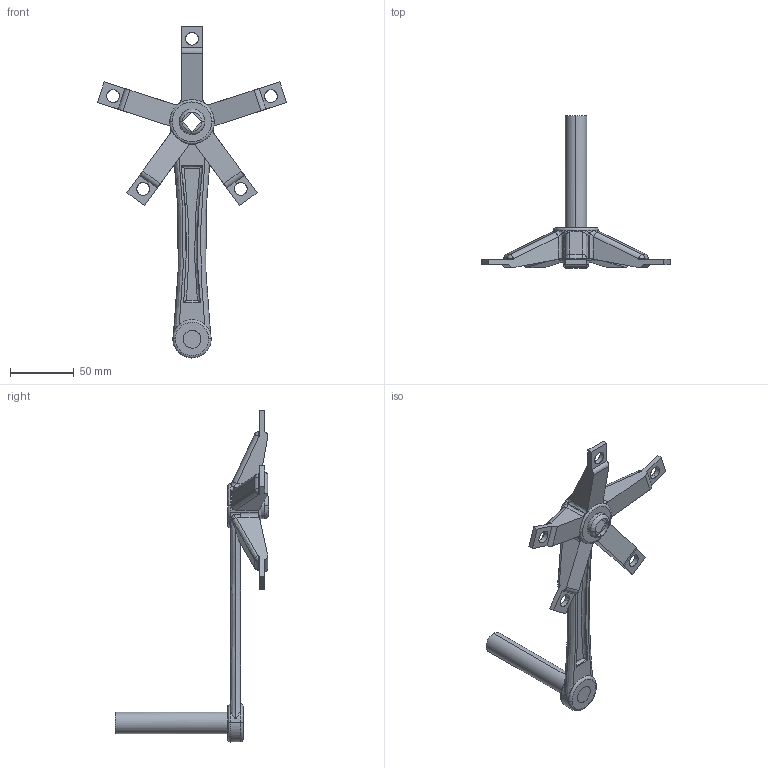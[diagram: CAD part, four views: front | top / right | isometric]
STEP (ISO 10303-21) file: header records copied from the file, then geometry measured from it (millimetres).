
FILE_DESCRIPTION (( 'STEP AP203' ), '1' );
FILE_NAME ('pedalcrank.STEP', '2024-06-03T21:07:27', ( '' ), ( '' ), 'SwSTEP 2.0', 'SolidWorks 2023', '' );
FILE_SCHEMA (( 'CONFIG_CONTROL_DESIGN' ));
Length unit declared in the file: millimetre
Products named in the file (1): pedalcrank
Bounding box: 147.91 x 119.94 x 259.99 mm (x, y, z)
Volume: 127758.9 mm3; surface area: 37043.4 mm2
Topology: 1 solids, 1 shells, 199 faces, 518 edges, 325 vertices
Faces by surface type: bspline 195, cylinder 2, plane 2
Entity records: 8944 total; most frequent: CARTESIAN_POINT 5837, ORIENTED_EDGE 1036, EDGE_CURVE 518, B_SPLINE_CURVE_WITH_KNOTS 404, VERTEX_POINT 325, EDGE_LOOP 215, FACE_OUTER_BOUND 199, ADVANCED_FACE 199
